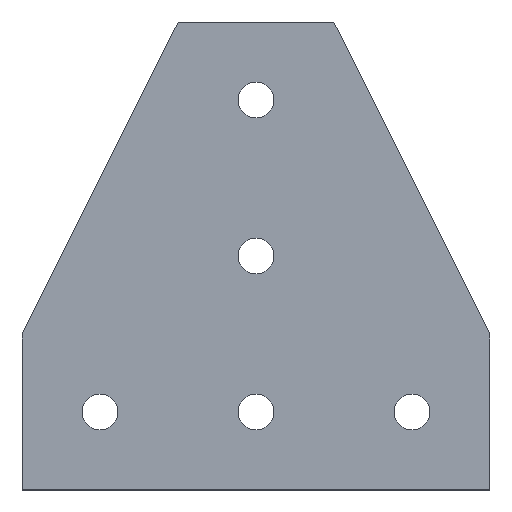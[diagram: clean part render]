
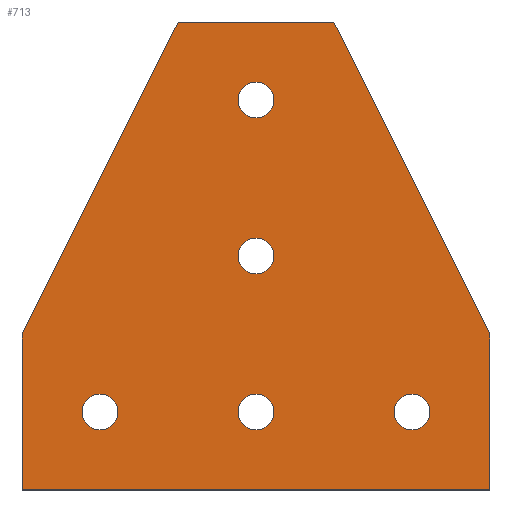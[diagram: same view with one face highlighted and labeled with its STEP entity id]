
A CAD part, top view. The second image highlights one B-rep face of the part: STEP entity #713.
In plain terms, the highlighted planar face has unit normal (0, 0, 1).
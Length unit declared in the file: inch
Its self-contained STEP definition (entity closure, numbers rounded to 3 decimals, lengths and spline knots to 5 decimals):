
#135=CARTESIAN_POINT('',(0.17188,0.0,0.25));
#136=VERTEX_POINT('',#135);
#145=CARTESIAN_POINT('',(-0.17188,0.,0.25));
#146=VERTEX_POINT('',#145);
#147=CARTESIAN_POINT('',(0.0,0.,0.25));
#148=DIRECTION('',(0.0,0.0,-1.0));
#149=DIRECTION('',(1.0,0.0,0.0));
#150=AXIS2_PLACEMENT_3D('',#147,#148,#149);
#151=CIRCLE('',#150,0.17188);
#152=EDGE_CURVE('',#146,#136,#151,.T.);
#177=CARTESIAN_POINT('',(3.17188,0.0,0.25));
#178=VERTEX_POINT('',#177);
#187=CARTESIAN_POINT('',(2.82813,0.,0.25));
#188=VERTEX_POINT('',#187);
#189=CARTESIAN_POINT('',(3.,0.,0.25));
#190=DIRECTION('',(0.0,0.0,-1.0));
#191=DIRECTION('',(1.0,0.0,0.0));
#192=AXIS2_PLACEMENT_3D('',#189,#190,#191);
#193=CIRCLE('',#192,0.17188);
#194=EDGE_CURVE('',#188,#178,#193,.T.);
#219=CARTESIAN_POINT('',(1.67188,0.0,0.25));
#220=VERTEX_POINT('',#219);
#229=CARTESIAN_POINT('',(1.32813,0.,0.25));
#230=VERTEX_POINT('',#229);
#231=CARTESIAN_POINT('',(1.5,0.,0.25));
#232=DIRECTION('',(0.0,0.0,-1.0));
#233=DIRECTION('',(1.0,0.0,0.0));
#234=AXIS2_PLACEMENT_3D('',#231,#232,#233);
#235=CIRCLE('',#234,0.17188);
#236=EDGE_CURVE('',#230,#220,#235,.T.);
#261=CARTESIAN_POINT('',(1.67188,1.5,0.25));
#262=VERTEX_POINT('',#261);
#271=CARTESIAN_POINT('',(1.32813,1.5,0.25));
#272=VERTEX_POINT('',#271);
#273=CARTESIAN_POINT('',(1.5,1.5,0.25));
#274=DIRECTION('',(0.0,0.0,-1.0));
#275=DIRECTION('',(1.0,0.0,0.0));
#276=AXIS2_PLACEMENT_3D('',#273,#274,#275);
#277=CIRCLE('',#276,0.17188);
#278=EDGE_CURVE('',#272,#262,#277,.T.);
#303=CARTESIAN_POINT('',(1.67188,3.0,0.25));
#304=VERTEX_POINT('',#303);
#313=CARTESIAN_POINT('',(1.32813,3.0,0.25));
#314=VERTEX_POINT('',#313);
#315=CARTESIAN_POINT('',(1.5,3.0,0.25));
#316=DIRECTION('',(0.0,0.0,-1.0));
#317=DIRECTION('',(1.0,0.0,0.0));
#318=AXIS2_PLACEMENT_3D('',#315,#316,#317);
#319=CIRCLE('',#318,0.17188);
#320=EDGE_CURVE('',#314,#304,#319,.T.);
#354=CARTESIAN_POINT('',(1.5,3.0,0.25));
#355=DIRECTION('',(0.0,0.0,-1.0));
#356=DIRECTION('',(1.0,0.0,0.0));
#357=AXIS2_PLACEMENT_3D('',#354,#355,#356);
#358=CIRCLE('',#357,0.17188);
#359=EDGE_CURVE('',#304,#314,#358,.T.);
#378=CARTESIAN_POINT('',(1.5,1.5,0.25));
#379=DIRECTION('',(0.0,0.0,-1.0));
#380=DIRECTION('',(1.0,0.0,0.0));
#381=AXIS2_PLACEMENT_3D('',#378,#379,#380);
#382=CIRCLE('',#381,0.17188);
#383=EDGE_CURVE('',#262,#272,#382,.T.);
#402=CARTESIAN_POINT('',(1.5,0.,0.25));
#403=DIRECTION('',(0.0,0.0,-1.0));
#404=DIRECTION('',(1.0,0.0,0.0));
#405=AXIS2_PLACEMENT_3D('',#402,#403,#404);
#406=CIRCLE('',#405,0.17188);
#407=EDGE_CURVE('',#220,#230,#406,.T.);
#426=CARTESIAN_POINT('',(3.,0.,0.25));
#427=DIRECTION('',(0.0,0.0,-1.0));
#428=DIRECTION('',(1.0,0.0,0.0));
#429=AXIS2_PLACEMENT_3D('',#426,#427,#428);
#430=CIRCLE('',#429,0.17188);
#431=EDGE_CURVE('',#178,#188,#430,.T.);
#450=CARTESIAN_POINT('',(0.0,0.,0.25));
#451=DIRECTION('',(0.0,0.0,-1.0));
#452=DIRECTION('',(1.0,0.0,0.0));
#453=AXIS2_PLACEMENT_3D('',#450,#451,#452);
#454=CIRCLE('',#453,0.17188);
#455=EDGE_CURVE('',#136,#146,#454,.T.);
#465=CARTESIAN_POINT('',(3.75,-0.75,0.25));
#466=VERTEX_POINT('',#465);
#467=CARTESIAN_POINT('',(-0.75,-0.75,0.25));
#468=VERTEX_POINT('',#467);
#469=CARTESIAN_POINT('',(3.75,-0.75,0.25));
#470=DIRECTION('',(-1.0,0.0,0.0));
#471=VECTOR('',#470,4.5);
#472=LINE('',#469,#471);
#473=EDGE_CURVE('',#466,#468,#472,.T.);
#505=CARTESIAN_POINT('',(-0.75,0.75,0.25));
#506=VERTEX_POINT('',#505);
#507=CARTESIAN_POINT('',(-0.75,-0.75,0.25));
#508=DIRECTION('',(0.0,1.0,0.0));
#509=VECTOR('',#508,1.5);
#510=LINE('',#507,#509);
#511=EDGE_CURVE('',#468,#506,#510,.T.);
#536=CARTESIAN_POINT('',(0.75,3.75,0.25));
#537=VERTEX_POINT('',#536);
#538=CARTESIAN_POINT('',(-0.75,0.75,0.25));
#539=DIRECTION('',(0.447,0.894,0.));
#540=VECTOR('',#539,3.3541);
#541=LINE('',#538,#540);
#542=EDGE_CURVE('',#506,#537,#541,.T.);
#567=CARTESIAN_POINT('',(2.25,3.75,0.25));
#568=VERTEX_POINT('',#567);
#569=CARTESIAN_POINT('',(0.75,3.75,0.25));
#570=DIRECTION('',(1.0,0.0,0.0));
#571=VECTOR('',#570,1.5);
#572=LINE('',#569,#571);
#573=EDGE_CURVE('',#537,#568,#572,.T.);
#598=CARTESIAN_POINT('',(3.75,0.75,0.25));
#599=VERTEX_POINT('',#598);
#600=CARTESIAN_POINT('',(2.25,3.75,0.25));
#601=DIRECTION('',(0.447,-0.894,0.));
#602=VECTOR('',#601,3.3541);
#603=LINE('',#600,#602);
#604=EDGE_CURVE('',#568,#599,#603,.T.);
#629=CARTESIAN_POINT('',(3.75,0.75,0.25));
#630=DIRECTION('',(0.0,-1.0,0.0));
#631=VECTOR('',#630,1.5);
#632=LINE('',#629,#631);
#633=EDGE_CURVE('',#599,#466,#632,.T.);
#680=CARTESIAN_POINT('',(3.75,-0.75,0.25));
#681=DIRECTION('',(0.0,0.0,1.0));
#682=DIRECTION('',(1.0,0.0,0.0));
#683=AXIS2_PLACEMENT_3D('',#680,#681,#682);
#684=PLANE('',#683);
#685=ORIENTED_EDGE('',*,*,#473,.F.);
#686=ORIENTED_EDGE('',*,*,#633,.F.);
#687=ORIENTED_EDGE('',*,*,#604,.F.);
#688=ORIENTED_EDGE('',*,*,#573,.F.);
#689=ORIENTED_EDGE('',*,*,#542,.F.);
#690=ORIENTED_EDGE('',*,*,#511,.F.);
#691=EDGE_LOOP('',(#685,#686,#687,#688,#689,#690));
#692=FACE_OUTER_BOUND('',#691,.T.);
#693=ORIENTED_EDGE('',*,*,#359,.T.);
#694=ORIENTED_EDGE('',*,*,#320,.T.);
#695=EDGE_LOOP('',(#693,#694));
#696=FACE_BOUND('',#695,.T.);
#697=ORIENTED_EDGE('',*,*,#383,.T.);
#698=ORIENTED_EDGE('',*,*,#278,.T.);
#699=EDGE_LOOP('',(#697,#698));
#700=FACE_BOUND('',#699,.T.);
#701=ORIENTED_EDGE('',*,*,#407,.T.);
#702=ORIENTED_EDGE('',*,*,#236,.T.);
#703=EDGE_LOOP('',(#701,#702));
#704=FACE_BOUND('',#703,.T.);
#705=ORIENTED_EDGE('',*,*,#431,.T.);
#706=ORIENTED_EDGE('',*,*,#194,.T.);
#707=EDGE_LOOP('',(#705,#706));
#708=FACE_BOUND('',#707,.T.);
#709=ORIENTED_EDGE('',*,*,#455,.T.);
#710=ORIENTED_EDGE('',*,*,#152,.T.);
#711=EDGE_LOOP('',(#709,#710));
#712=FACE_BOUND('',#711,.T.);
#713=ADVANCED_FACE('',(#692,#696,#700,#704,#708,#712),#684,.T.);
